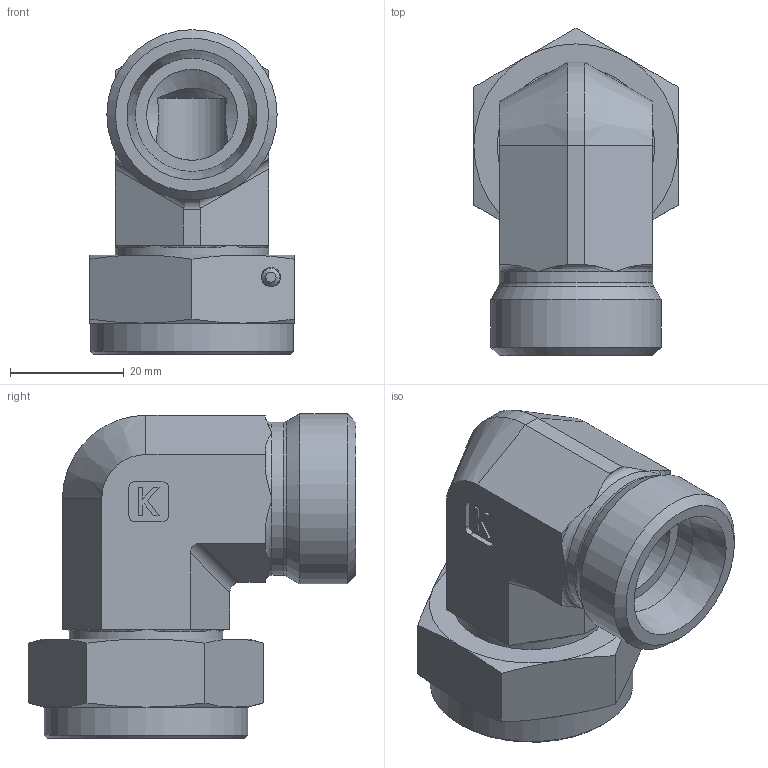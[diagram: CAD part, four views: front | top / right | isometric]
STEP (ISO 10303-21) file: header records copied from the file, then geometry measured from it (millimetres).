
FILE_DESCRIPTION((''),'2;1');
FILE_NAME('3566203020.stp','2014-09-11T09:12:23',(''),('KNOMI spol. s r. o.'),'Autodesk Inventor 2012','Autodesk Inventor 2012','');
FILE_SCHEMA(('AUTOMOTIVE_DESIGN { 1 2 10303 214 0 1 1 1 }'));
Length unit declared in the file: millimetre
Products named in the file (5): LSSO3 20S M30/M30 v.z "O" kr; 3576 20 30; 395 2230; 9903230; 60716324
Assembly tree (4 placements, depth 2):
  LSSO3 20S M30/M30 v.z "O" kr
    3576 20 30
    395 2230
    9903230
    60716324
Bounding box: 36 x 57.78 x 57.2 mm (x, y, z)
Volume: 39468 mm3; surface area: 17627.7 mm2
Topology: 4 solids, 4 shells, 144 faces, 348 edges, 207 vertices
Faces by surface type: plane 63, cone 27, torus 21, cylinder 20, bspline 13
Full cylindrical faces by diameter (mm): 3.2 x1, 3.4 x1, 13 x1, 16 x1, 20 x1, 27 x3, 27.75 x1, 27.835 x1, 30 x1, 35.8 x1
Entity records: 4578 total; most frequent: CARTESIAN_POINT 1268, DIRECTION 628, ORIENTED_EDGE 586, EDGE_CURVE 293, AXIS2_PLACEMENT_3D 251, VERTEX_POINT 195, EDGE_LOOP 190, STYLED_ITEM 148
